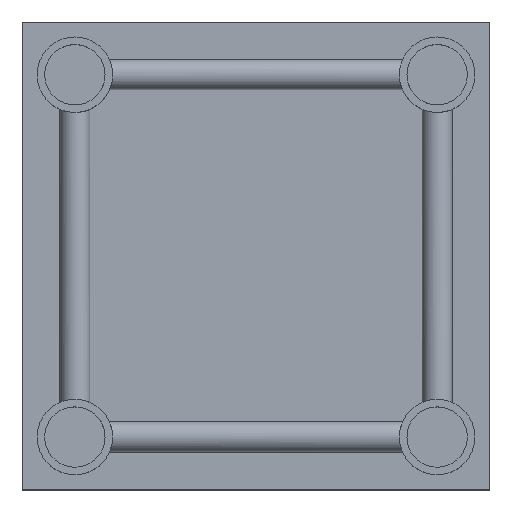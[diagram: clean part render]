
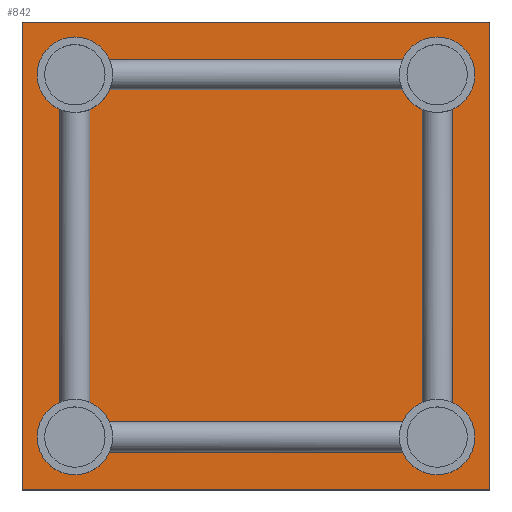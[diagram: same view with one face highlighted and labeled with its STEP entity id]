
A CAD part, top view. The second image highlights one B-rep face of the part: STEP entity #842.
In plain terms, the highlighted planar face has unit normal (0, 0, 1).
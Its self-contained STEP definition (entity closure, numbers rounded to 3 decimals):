
#26=FACE_BOUND('',#202,.T.);
#27=FACE_BOUND('',#203,.T.);
#28=FACE_BOUND('',#204,.T.);
#29=FACE_BOUND('',#205,.T.);
#66=CIRCLE('',#936,10.);
#67=CIRCLE('',#939,10.);
#68=CIRCLE('',#940,10.);
#69=CIRCLE('',#941,10.);
#88=PLANE('',#938);
#136=FACE_OUTER_BOUND('',#201,.T.);
#201=EDGE_LOOP('',(#668,#669,#670,#671));
#202=EDGE_LOOP('',(#672));
#203=EDGE_LOOP('',(#673));
#204=EDGE_LOOP('',(#674));
#205=EDGE_LOOP('',(#675));
#245=LINE('',#1926,#281);
#246=LINE('',#1928,#282);
#247=LINE('',#1930,#283);
#248=LINE('',#1931,#284);
#281=VECTOR('',#1111,10.);
#282=VECTOR('',#1112,10.);
#283=VECTOR('',#1113,10.);
#284=VECTOR('',#1114,10.);
#400=VERTEX_POINT('',#1919);
#401=VERTEX_POINT('',#1924);
#402=VERTEX_POINT('',#1925);
#403=VERTEX_POINT('',#1927);
#404=VERTEX_POINT('',#1929);
#405=VERTEX_POINT('',#1932);
#406=VERTEX_POINT('',#1934);
#407=VERTEX_POINT('',#1936);
#502=EDGE_CURVE('',#400,#400,#66,.T.);
#503=EDGE_CURVE('',#401,#402,#245,.T.);
#504=EDGE_CURVE('',#402,#403,#246,.T.);
#505=EDGE_CURVE('',#403,#404,#247,.T.);
#506=EDGE_CURVE('',#404,#401,#248,.T.);
#507=EDGE_CURVE('',#405,#405,#67,.T.);
#508=EDGE_CURVE('',#406,#406,#68,.T.);
#509=EDGE_CURVE('',#407,#407,#69,.T.);
#668=ORIENTED_EDGE('',*,*,#503,.T.);
#669=ORIENTED_EDGE('',*,*,#504,.T.);
#670=ORIENTED_EDGE('',*,*,#505,.T.);
#671=ORIENTED_EDGE('',*,*,#506,.T.);
#672=ORIENTED_EDGE('',*,*,#507,.T.);
#673=ORIENTED_EDGE('',*,*,#508,.T.);
#674=ORIENTED_EDGE('',*,*,#509,.T.);
#675=ORIENTED_EDGE('',*,*,#502,.T.);
#842=ADVANCED_FACE('',(#136,#26,#27,#28,#29),#88,.T.);
#936=AXIS2_PLACEMENT_3D('',#1921,#1105,#1106);
#938=AXIS2_PLACEMENT_3D('',#1923,#1109,#1110);
#939=AXIS2_PLACEMENT_3D('',#1933,#1115,#1116);
#940=AXIS2_PLACEMENT_3D('',#1935,#1117,#1118);
#941=AXIS2_PLACEMENT_3D('',#1937,#1119,#1120);
#1105=DIRECTION('center_axis',(0.,0.,-1.));
#1106=DIRECTION('ref_axis',(-1.,0.,0.));
#1109=DIRECTION('center_axis',(0.,0.,1.));
#1110=DIRECTION('ref_axis',(1.,0.,0.));
#1111=DIRECTION('',(0.,1.,0.));
#1112=DIRECTION('',(-1.,0.,0.));
#1113=DIRECTION('',(0.,-1.,0.));
#1114=DIRECTION('',(1.,0.,0.));
#1115=DIRECTION('center_axis',(0.,0.,-1.));
#1116=DIRECTION('ref_axis',(-1.,0.,0.));
#1117=DIRECTION('center_axis',(0.,0.,-1.));
#1118=DIRECTION('ref_axis',(1.,0.,0.));
#1119=DIRECTION('center_axis',(0.,0.,-1.));
#1120=DIRECTION('ref_axis',(1.,0.,0.));
#1919=CARTESIAN_POINT('',(-38.,48.,0.));
#1921=CARTESIAN_POINT('Origin',(-48.,48.,0.));
#1923=CARTESIAN_POINT('Origin',(0.,0.,0.));
#1924=CARTESIAN_POINT('',(62.,-62.,0.));
#1925=CARTESIAN_POINT('',(62.,62.,0.));
#1926=CARTESIAN_POINT('',(62.,-62.,0.));
#1927=CARTESIAN_POINT('',(-62.,62.,0.));
#1928=CARTESIAN_POINT('',(62.,62.,0.));
#1929=CARTESIAN_POINT('',(-62.,-62.,0.));
#1930=CARTESIAN_POINT('',(-62.,62.,0.));
#1931=CARTESIAN_POINT('',(-62.,-62.,0.));
#1932=CARTESIAN_POINT('',(-38.,-48.,0.));
#1933=CARTESIAN_POINT('Origin',(-48.,-48.,0.));
#1934=CARTESIAN_POINT('',(38.,-48.,0.));
#1935=CARTESIAN_POINT('Origin',(48.,-48.,0.));
#1936=CARTESIAN_POINT('',(38.,48.,0.));
#1937=CARTESIAN_POINT('Origin',(48.,48.,0.));
